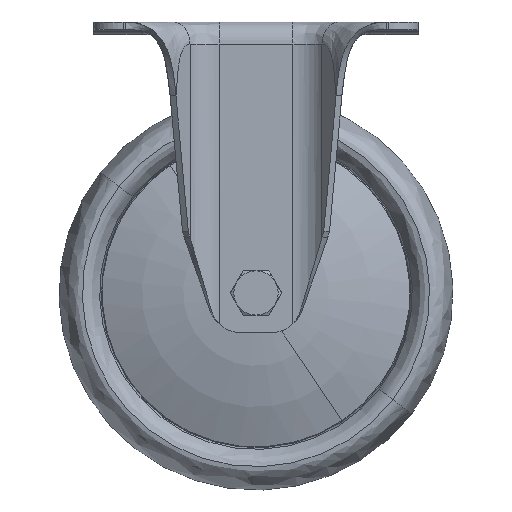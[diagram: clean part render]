
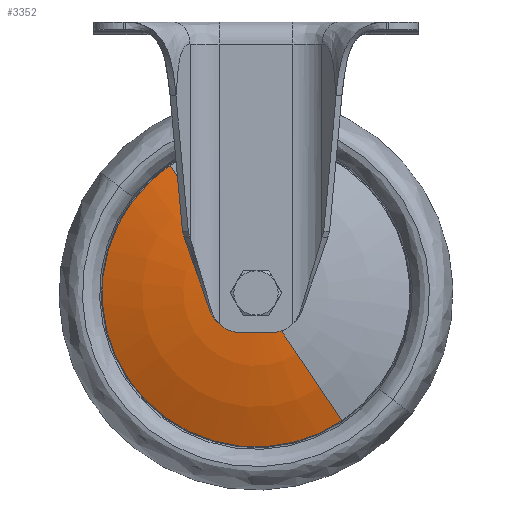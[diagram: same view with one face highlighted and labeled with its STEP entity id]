
A CAD part, top view. The second image highlights one B-rep face of the part: STEP entity #3352.
In plain terms, the highlighted toroidal (fillet/blend) face has major radius 3.595 mm and minor radius 150 mm.
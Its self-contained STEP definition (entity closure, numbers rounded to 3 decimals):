
#380 = AXIS2_PLACEMENT_3D ( 'NONE', #28227, #6574, #16172 ) ;
#701 = EDGE_LOOP ( 'NONE', ( #30330, #27600, #29784, #22711 ) ) ;
#1136 = CARTESIAN_POINT ( 'NONE',  ( 0., -110., -119.235 ) ) ;
#1675 = AXIS2_PLACEMENT_3D ( 'NONE', #17372, #10304, #15362 ) ;
#2356 = CARTESIAN_POINT ( 'NONE',  ( 0., -110., 30.5 ) ) ;
#3352 = ADVANCED_FACE ( 'NONE', ( #20745 ), #14505, .T. ) ;
#5316 = CARTESIAN_POINT ( 'NONE',  ( 0., -110., 18.709 ) ) ;
#6234 = DIRECTION ( 'NONE',  ( 0., 0., 1. ) ) ;
#6574 = DIRECTION ( 'NONE',  ( -0.83, -0.557, 0. ) ) ;
#7747 = AXIS2_PLACEMENT_3D ( 'NONE', #2356, #21634, #14241 ) ;
#8038 = EDGE_CURVE ( 'NONE', #25272, #18702, #28987, .T. ) ;
#8614 = DIRECTION ( 'NONE',  ( -0.557, 0.83, 0. ) ) ;
#8810 = EDGE_CURVE ( 'NONE', #22824, #20227, #14032, .T. ) ;
#9384 = CARTESIAN_POINT ( 'NONE',  ( 6.966, -120.379, 30.5 ) ) ;
#10304 = DIRECTION ( 'NONE',  ( 0.83, 0.557, 0. ) ) ;
#10655 = DIRECTION ( 'NONE',  ( 0.557, -0.83, 0. ) ) ;
#12650 = EDGE_CURVE ( 'NONE', #25272, #22824, #12757, .T. ) ;
#12746 = CARTESIAN_POINT ( 'NONE',  ( -34.835, -58.094, 18.709 ) ) ;
#12757 = CIRCLE ( 'NONE', #28441, 62.512 ) ;
#14032 = CIRCLE ( 'NONE', #380, 150. ) ;
#14037 = CARTESIAN_POINT ( 'NONE',  ( 34.835, -161.906, 18.709 ) ) ;
#14241 = DIRECTION ( 'NONE',  ( 0.557, -0.83, 0. ) ) ;
#14505 = TOROIDAL_SURFACE ( 'NONE', #20539, 3.595, 150. ) ;
#15362 = DIRECTION ( 'NONE',  ( -0.557, 0.83, 0. ) ) ;
#16172 = DIRECTION ( 'NONE',  ( 0.557, -0.83, 0. ) ) ;
#17268 = CIRCLE ( 'NONE', #7747, 12.5 ) ;
#17372 = CARTESIAN_POINT ( 'NONE',  ( -2.003, -107.015, -119.235 ) ) ;
#18702 = VERTEX_POINT ( 'NONE', #25849 ) ;
#19820 = DIRECTION ( 'NONE',  ( 0., 0., 1. ) ) ;
#20227 = VERTEX_POINT ( 'NONE', #9384 ) ;
#20539 = AXIS2_PLACEMENT_3D ( 'NONE', #1136, #6234, #10655 ) ;
#20745 = FACE_OUTER_BOUND ( 'NONE', #701, .T. ) ;
#21634 = DIRECTION ( 'NONE',  ( 0., 0., 1. ) ) ;
#22711 = ORIENTED_EDGE ( 'NONE', *, *, #25097, .F. ) ;
#22824 = VERTEX_POINT ( 'NONE', #14037 ) ;
#25097 = EDGE_CURVE ( 'NONE', #18702, #20227, #17268, .T. ) ;
#25272 = VERTEX_POINT ( 'NONE', #12746 ) ;
#25849 = CARTESIAN_POINT ( 'NONE',  ( -6.966, -99.621, 30.5 ) ) ;
#27600 = ORIENTED_EDGE ( 'NONE', *, *, #12650, .T. ) ;
#28227 = CARTESIAN_POINT ( 'NONE',  ( 2.003, -112.985, -119.235 ) ) ;
#28441 = AXIS2_PLACEMENT_3D ( 'NONE', #5316, #19820, #8614 ) ;
#28987 = CIRCLE ( 'NONE', #1675, 150. ) ;
#29784 = ORIENTED_EDGE ( 'NONE', *, *, #8810, .T. ) ;
#30330 = ORIENTED_EDGE ( 'NONE', *, *, #8038, .F. ) ;
